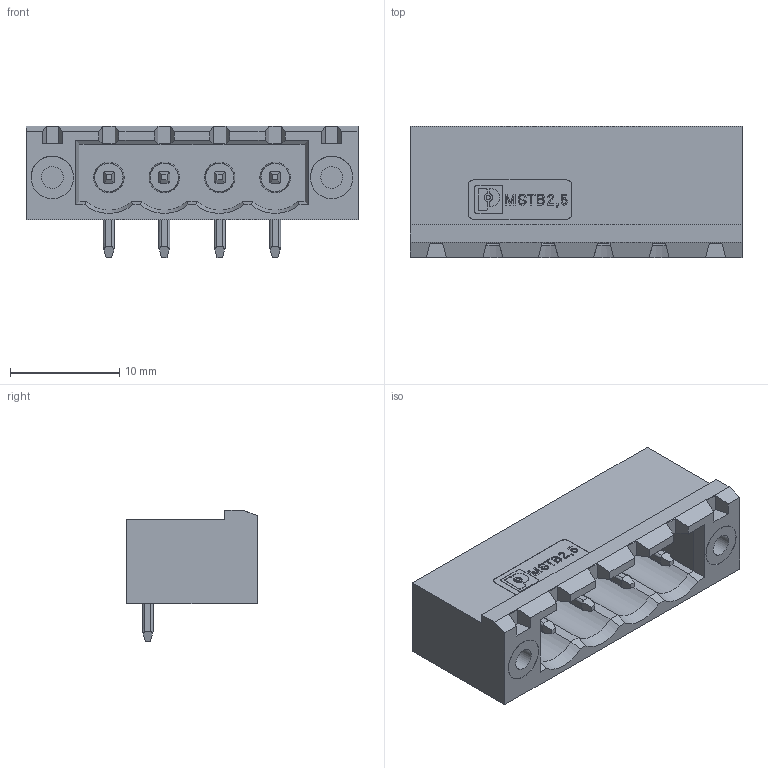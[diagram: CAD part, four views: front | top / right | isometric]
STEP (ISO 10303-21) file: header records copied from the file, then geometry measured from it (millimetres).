
FILE_DESCRIPTION(('Creo Elements/Direct Modeling STEP Export'),'2;1');
FILE_NAME('model.stp','2021-10-15T 6:53:34',(''),(''),'Creo Elements/Direct Modeling STEP processor for AP214 (Solid Model)','Creo Elements/Direct Modeling 20.1D 10-Oct-2020 (C) Parametric Technology GmbH','');
FILE_SCHEMA(('AUTOMOTIVE_DESIGN { 1 0 10303 214 1 1 1 1 }'));
Length unit declared in the file: millimetre
Products named in the file (3): AT_MSTB_2_5_GF_5_08; LP_MSTB_2_5_3_50.3; MSTB_2.5_4-GF-5.08
Assembly tree (5 placements, depth 2):
  MSTB_2.5_4-GF-5.08
    LP_MSTB_2_5_3_50.3  x4
    AT_MSTB_2_5_GF_5_08
Bounding box: 30.43 x 12 x 12.07 mm (x, y, z)
Volume: 1757.4 mm3; surface area: 2471.5 mm2
Topology: 5 solids, 5 shells, 597 faces, 1671 edges, 1100 vertices
Faces by surface type: plane 458, cylinder 99, bspline 16, cone 16, sphere 8
Entity records: 21563 total; most frequent: CARTESIAN_POINT 4240, ORIENTED_EDGE 2870, DIRECTION 2548, EDGE_CURVE 1435, VECTOR 1216, LINE 1216, VERTEX_POINT 956, AXIS2_PLACEMENT_3D 666
